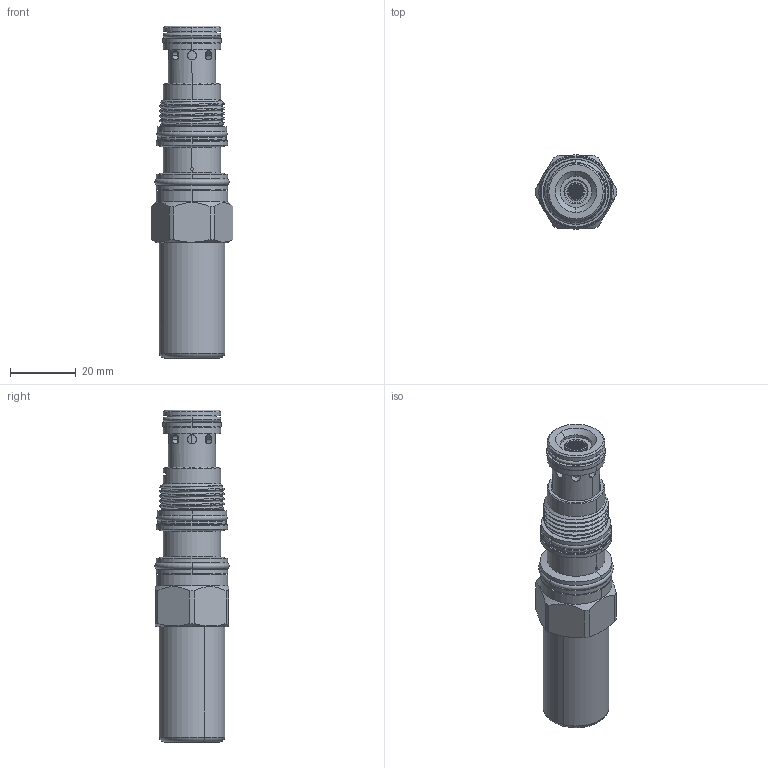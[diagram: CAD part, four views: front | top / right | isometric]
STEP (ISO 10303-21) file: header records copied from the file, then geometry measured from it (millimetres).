
FILE_DESCRIPTION (( 'STEP AP203' ), '1' );
FILE_NAME ('SQ11A30-C.STEP', '2020-03-25T02:06:46', ( '' ), ( '' ), 'SwSTEP 2.0', 'SolidWorks 2018', '' );
FILE_SCHEMA (( 'CONFIG_CONTROL_DESIGN' ));
Products named in the file (1): SQ11A30-C
Bounding box: 24.79 x 22.55 x 100.63 mm (x, y, z)
Volume: 25582.5 mm3; surface area: 14061.7 mm2
Topology: 6 solids, 6 shells, 719 faces, 1963 edges, 1251 vertices
Faces by surface type: cylinder 553, plane 62, cone 55, torus 40, bspline 5, sphere 4
Entity records: 53178 total; most frequent: CARTESIAN_POINT 35840, ORIENTED_EDGE 3922, DIRECTION 2812, EDGE_CURVE 1961, VERTEX_POINT 1251, EDGE_LOOP 1120, AXIS2_PLACEMENT_3D 1085, B_SPLINE_CURVE_WITH_KNOTS 889
